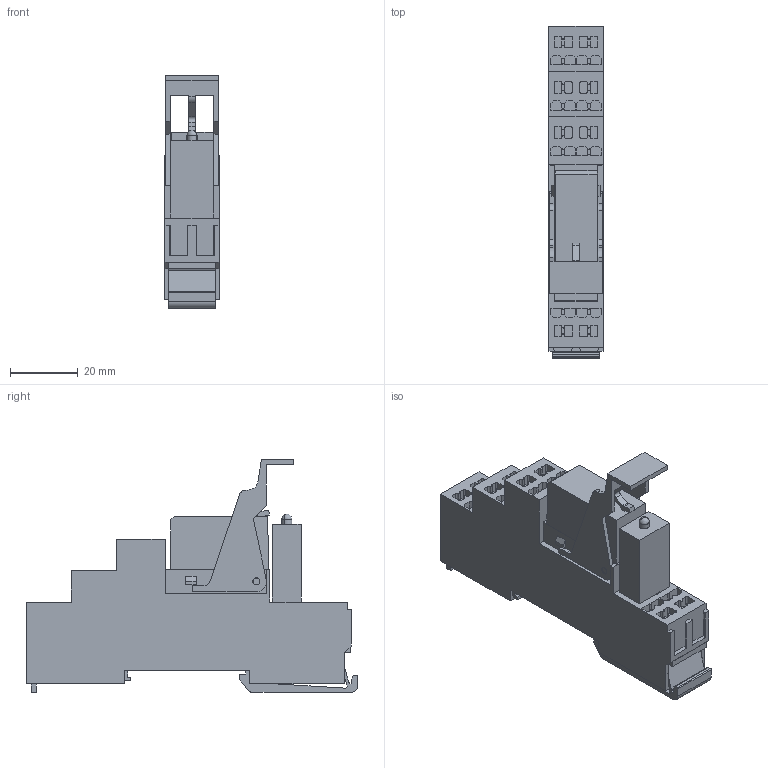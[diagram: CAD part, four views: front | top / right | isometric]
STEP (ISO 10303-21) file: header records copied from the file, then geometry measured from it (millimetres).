
FILE_DESCRIPTION(('CATIA V5 STEP Exchange','CAx-IF Rec.Pracs.--- Model Styling and Organization---1.4--- 2014-01-23'),'2;1');
FILE_NAME ('D1385628_1', '2019-08-01T11:21:55+00:00', ('none'), ('Weidmueller'), 'CATIA Version 5-6 Release 2016 SP3 HF44', 'CATIA V5 STEP AP214', 'none');
FILE_SCHEMA(('AUTOMOTIVE_DESIGN { 1 0 10303 214 1 1 1 1 }'));
Length unit declared in the file: millimetre
Products named in the file (1): 8798620000
Bounding box: 16 x 98.1 x 68.8 mm (x, y, z)
Volume: 52570.8 mm3; surface area: 21229.7 mm2
Topology: 13 solids, 13 shells, 617 faces, 1609 edges, 1051 vertices
Faces by surface type: plane 456, cylinder 159, sphere 2
Entity records: 17988 total; most frequent: ORIENTED_EDGE 3214, CARTESIAN_POINT 3146, DIRECTION 2358, EDGE_CURVE 1607, VECTOR 1250, LINE 1250, VERTEX_POINT 1051, AXIS2_PLACEMENT_3D 711
